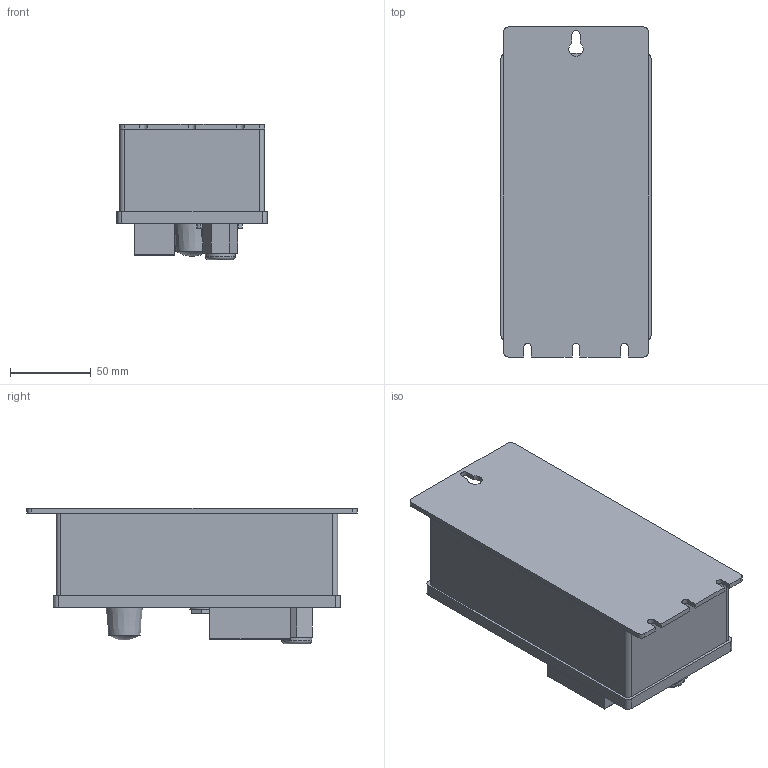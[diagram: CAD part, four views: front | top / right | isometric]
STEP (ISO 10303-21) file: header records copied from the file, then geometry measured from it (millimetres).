
FILE_DESCRIPTION(/* description */ ('BOWL FEEDER CONTROLLER'),/* implementation_level */ '2;1');
FILE_NAME(/* name */ 'SEC R6-539-559.stp',/* time_stamp */ '2022-01-19T13:27:30+00:00',/* author */ ('Sandfield Engineering'),/* organization */ ('Sandfield Engineering'),/* preprocessor_version */ 'ST-DEVELOPER v18.1',/* originating_system */ 'Autodesk Inventor 2021',/* authorisation */ '');
FILE_SCHEMA (('AUTOMOTIVE_DESIGN { 1 0 10303 214 3 1 1 }'));
Length unit declared in the file: millimetre
Products named in the file (1): SEC R6-539-559
Bounding box: 93 x 204.6 x 84 mm (x, y, z)
Volume: 1025258.4 mm3; surface area: 109166.2 mm2
Topology: 2 solids, 2 shells, 109 faces, 270 edges, 179 vertices
Faces by surface type: plane 74, cylinder 32, torus 1, sphere 1, cone 1
Full cylindrical faces by diameter (mm): 9.2 x4, 14.9 x1, 18.5 x1, 18.931 x1
Entity records: 3297 total; most frequent: DIRECTION 574, CARTESIAN_POINT 559, ORIENTED_EDGE 540, EDGE_CURVE 270, AXIS2_PLACEMENT_3D 194, LINE 186, VECTOR 186, VERTEX_POINT 179
